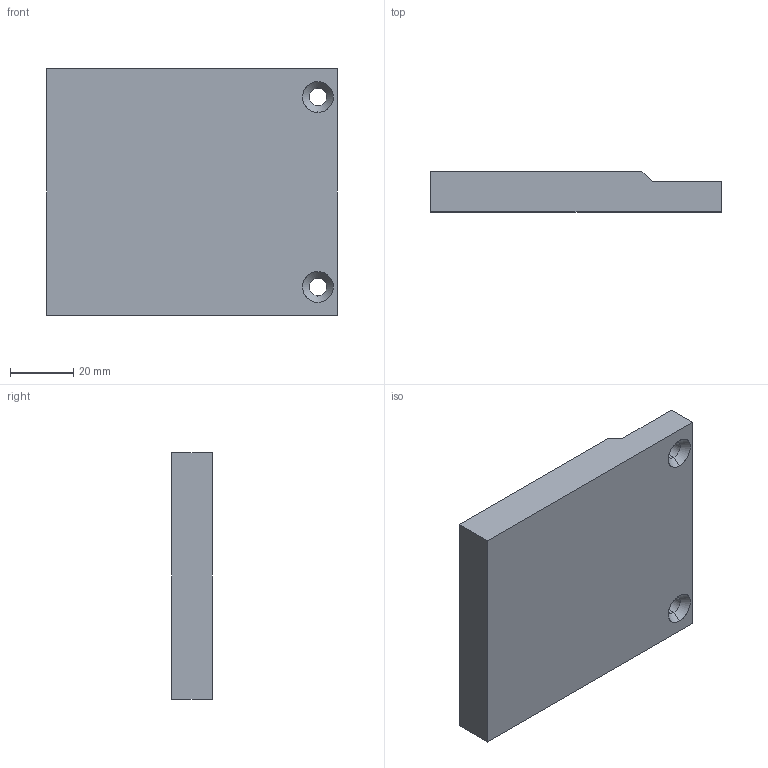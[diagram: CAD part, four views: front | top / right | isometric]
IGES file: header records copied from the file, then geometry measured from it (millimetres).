
Start section: SolidWorks IGES file using analytic representation for surfaces
Global section: file name: D1000909_AdLIGO_AOS_SLC 4-Way Copper Plate.IGS; native system: SolidWorks 2010; preprocessor: SolidWorks 2010; author: mruiz; date: 110920.144945; units: inch
Bounding box: 91.69 x 12.7 x 77.72 mm (x, y, z)
Surface area: 18468.8 mm2 (no closed solid volume)
Topology: 0 solids, 0 shells, 16 faces, 196 edges, 196 vertices
Faces by surface type: revolution 8, bspline 8
